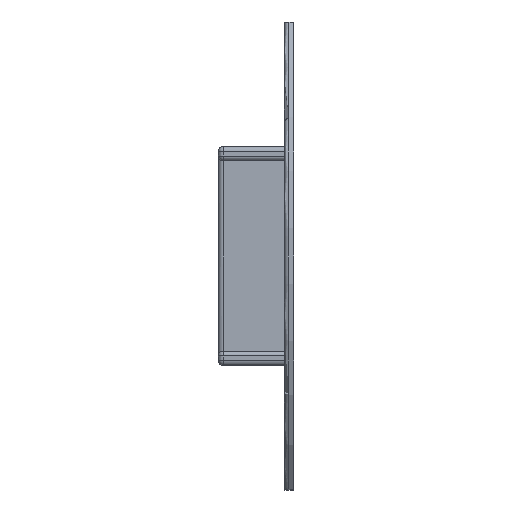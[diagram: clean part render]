
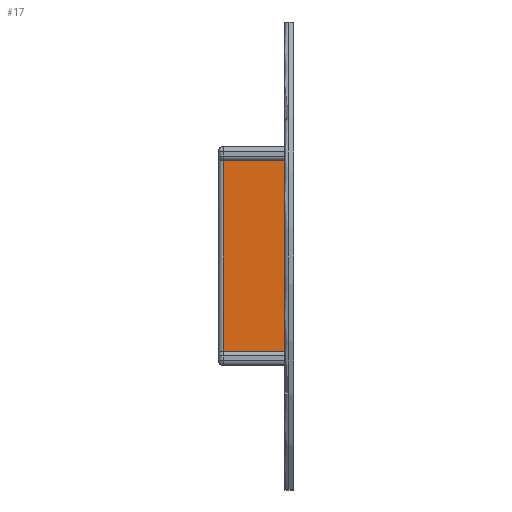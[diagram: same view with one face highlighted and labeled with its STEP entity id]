
A CAD part, left-side view. The second image highlights one B-rep face of the part: STEP entity #17.
In plain terms, the highlighted planar face has unit normal (-1, 0, 0).
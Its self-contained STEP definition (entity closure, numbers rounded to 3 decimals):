
#17 = ADVANCED_FACE ( 'NONE', ( #927 ), #454, .F. ) ;
#90 = DIRECTION ( 'NONE',  ( 0., 0., -1. ) ) ;
#93 = CARTESIAN_POINT ( 'NONE',  ( 19., 8.5, 10.1 ) ) ;
#290 = VECTOR ( 'NONE', #364, 1000. ) ;
#356 = VECTOR ( 'NONE', #1603, 1000. ) ;
#364 = DIRECTION ( 'NONE',  ( 0., 0., 1. ) ) ;
#437 = EDGE_CURVE ( 'NONE', #995, #1051, #1142, .T. ) ;
#454 = PLANE ( 'NONE',  #983 ) ;
#659 = VECTOR ( 'NONE', #783, 1000. ) ;
#682 = VERTEX_POINT ( 'NONE', #1665 ) ;
#733 = CARTESIAN_POINT ( 'NONE',  ( 19., 8.5, -10.1 ) ) ;
#739 = ORIENTED_EDGE ( 'NONE', *, *, #1453, .T. ) ;
#783 = DIRECTION ( 'NONE',  ( 0., -1., 0. ) ) ;
#927 = FACE_OUTER_BOUND ( 'NONE', #1315, .T. ) ;
#976 = CARTESIAN_POINT ( 'NONE',  ( 19., 9., -10.1 ) ) ;
#983 = AXIS2_PLACEMENT_3D ( 'NONE', #1193, #1071, #90 ) ;
#995 = VERTEX_POINT ( 'NONE', #1360 ) ;
#1051 = VERTEX_POINT ( 'NONE', #1920 ) ;
#1071 = DIRECTION ( 'NONE',  ( 1., 0., 0. ) ) ;
#1092 = VERTEX_POINT ( 'NONE', #93 ) ;
#1142 = LINE ( 'NONE', #1773, #290 ) ;
#1193 = CARTESIAN_POINT ( 'NONE',  ( 19., 9., 0. ) ) ;
#1237 = LINE ( 'NONE', #1868, #659 ) ;
#1315 = EDGE_LOOP ( 'NONE', ( #2044, #739, #1987, #1839 ) ) ;
#1343 = DIRECTION ( 'NONE',  ( 0., 0., -1. ) ) ;
#1360 = CARTESIAN_POINT ( 'NONE',  ( 19., 2., -10.1 ) ) ;
#1453 = EDGE_CURVE ( 'NONE', #1092, #682, #1487, .T. ) ;
#1487 = LINE ( 'NONE', #733, #1936 ) ;
#1532 = EDGE_CURVE ( 'NONE', #1092, #1051, #1237, .T. ) ;
#1603 = DIRECTION ( 'NONE',  ( 0., -1., 0. ) ) ;
#1650 = EDGE_CURVE ( 'NONE', #682, #995, #1925, .T. ) ;
#1665 = CARTESIAN_POINT ( 'NONE',  ( 19., 8.5, -10.1 ) ) ;
#1773 = CARTESIAN_POINT ( 'NONE',  ( 19., 2., 0. ) ) ;
#1839 = ORIENTED_EDGE ( 'NONE', *, *, #437, .T. ) ;
#1868 = CARTESIAN_POINT ( 'NONE',  ( 19., 9., 10.1 ) ) ;
#1920 = CARTESIAN_POINT ( 'NONE',  ( 19., 2., 10.1 ) ) ;
#1925 = LINE ( 'NONE', #976, #356 ) ;
#1936 = VECTOR ( 'NONE', #1343, 1000. ) ;
#1987 = ORIENTED_EDGE ( 'NONE', *, *, #1650, .T. ) ;
#2044 = ORIENTED_EDGE ( 'NONE', *, *, #1532, .F. ) ;
